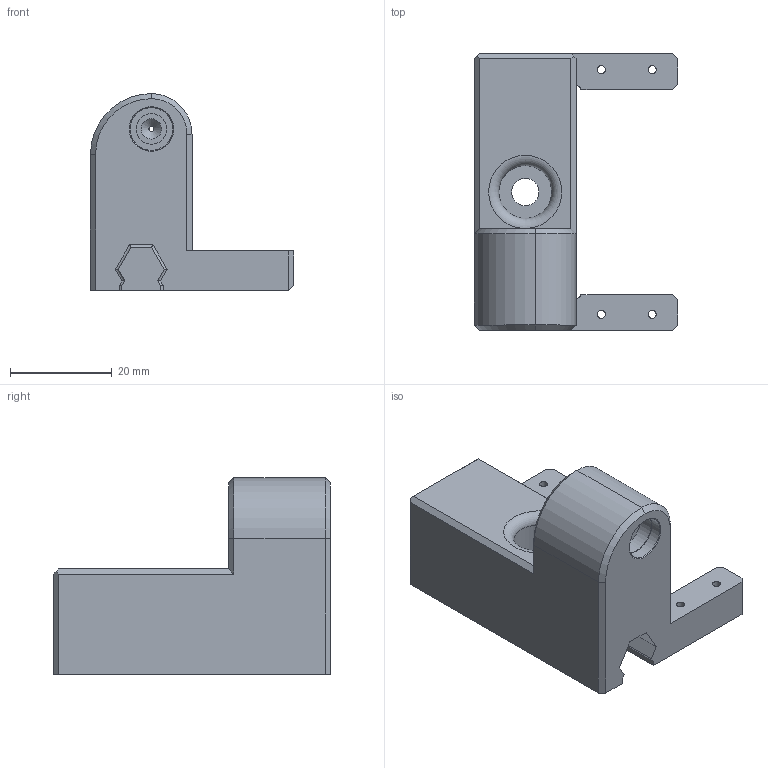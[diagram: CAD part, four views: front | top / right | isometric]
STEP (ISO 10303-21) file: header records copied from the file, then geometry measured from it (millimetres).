
FILE_DESCRIPTION(/* description */ ('','CAx-IF Rec.Pracs.---Representation and Presentation of Product Manufacturing Information (PMI)---4.0---2014-10-13'),/* implementation_level */ '2;1');
FILE_NAME(/* name */ 'Servo_Frame_Mount_mirrored.step',/* time_stamp */ '2025-01-20T00:14:12+01:00',/* author */ (''),/* organization */ (''),/* preprocessor_version */ 'ST-DEVELOPER v20',/* originating_system */ 'Autodesk Translation Framework v13.20.0.188',/* authorisation */ '');
FILE_SCHEMA (('AP242_MANAGED_MODEL_BASED_3D_ENGINEERING_MIM_LF { 1 0 10303 442 1 1 4 }'));
Length unit declared in the file: millimetre
Products named in the file (1): Main Body Goofy
Bounding box: 40 x 54.5 x 38.77 mm (x, y, z)
Volume: 27146.2 mm3; surface area: 8924.9 mm2
Topology: 1 solids, 1 shells, 94 faces, 257 edges, 163 vertices
Faces by surface type: plane 50, cylinder 32, cone 9, sphere 2, torus 1
Full cylindrical faces by diameter (mm): 1 x1, 1.6 x4, 4 x1, 5.4 x1, 8.4 x1, 8.47 x1, 10.4 x1
Entity records: 3005 total; most frequent: DIRECTION 523, CARTESIAN_POINT 511, ORIENTED_EDGE 506, EDGE_CURVE 253, AXIS2_PLACEMENT_3D 175, LINE 173, VECTOR 173, VERTEX_POINT 163
